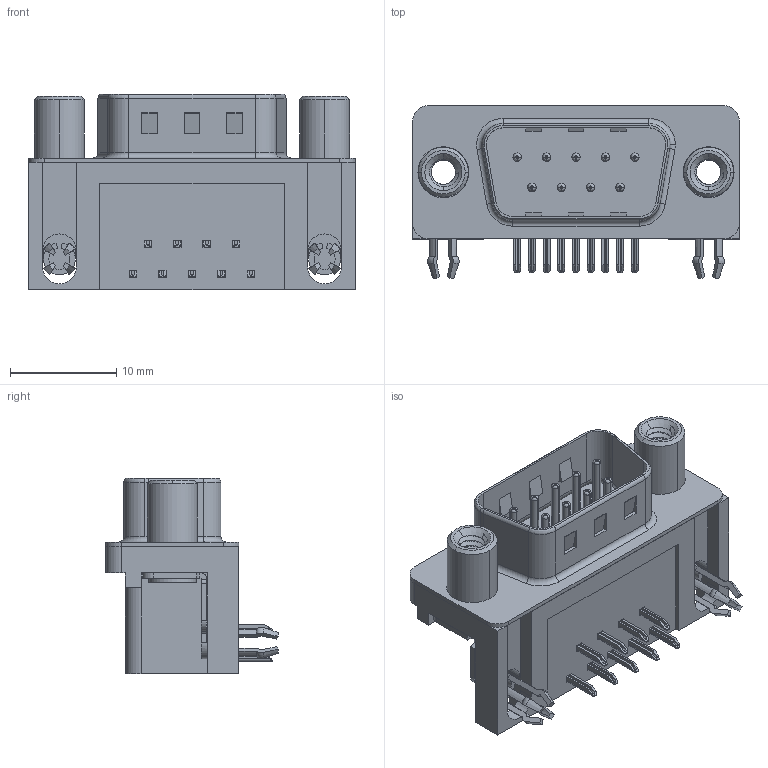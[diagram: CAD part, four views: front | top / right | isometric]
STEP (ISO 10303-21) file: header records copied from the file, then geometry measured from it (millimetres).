
FILE_DESCRIPTION (( 'STEP AP203' ), '1' );
FILE_NAME ('621-009-260-540.STEP', '2019-11-18T18:48:12', ( '' ), ( '' ), 'SwSTEP 2.0', 'SolidWorks 2016', '' );
FILE_SCHEMA (( 'CONFIG_CONTROL_DESIGN' ));
Length unit declared in the file: millimetre
Products named in the file (7): 621 Contact Bottom; 621-009-260-540; 621 Housing_9 Socket; 621 Round Threaded Standoff; 621 Contact Top; 621 4 Prong Board Lock; 621 Shell_9 Socket
Assembly tree (15 placements, depth 2):
  621-009-260-540
    621 Housing_9 Socket
    621 Shell_9 Socket
    621 Contact Bottom  x4
    621 Contact Top  x5
    621 4 Prong Board Lock  x2
    621 Round Threaded Standoff  x2
Bounding box: 30.89 x 16.25 x 18.4 mm (x, y, z)
Volume: 3345.8 mm3; surface area: 4694.6 mm2
Topology: 15 solids, 15 shells, 1105 faces, 2837 edges, 1785 vertices
Faces by surface type: plane 607, cylinder 329, torus 101, cone 52, bspline 16
Entity records: 18426 total; most frequent: CARTESIAN_POINT 4669, DIRECTION 2731, ORIENTED_EDGE 2642, EDGE_CURVE 1321, AXIS2_PLACEMENT_3D 953, VERTEX_POINT 847, VECTOR 825, LINE 825
